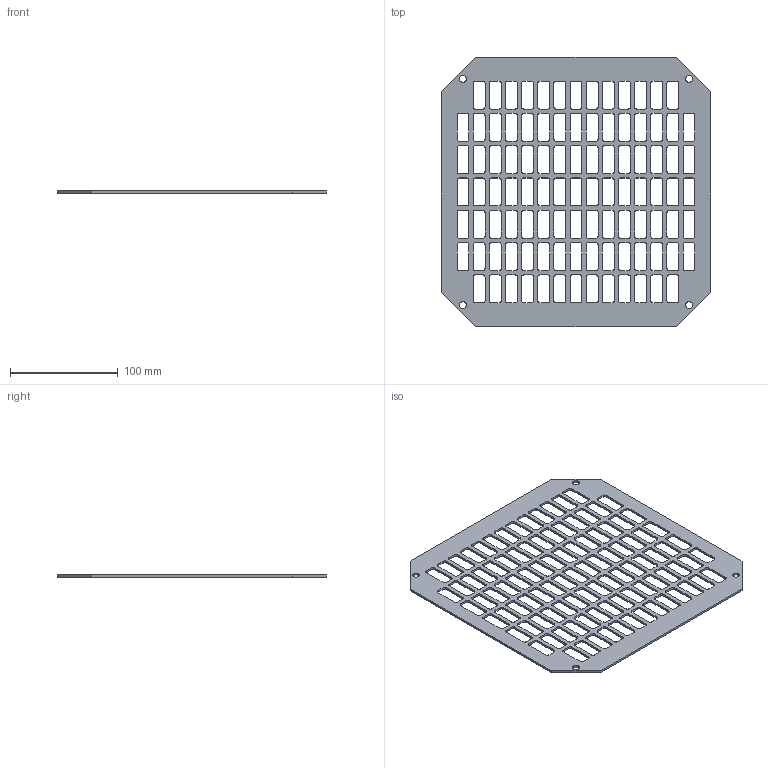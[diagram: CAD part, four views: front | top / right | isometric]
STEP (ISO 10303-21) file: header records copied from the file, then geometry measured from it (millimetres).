
FILE_DESCRIPTION (( 'STEP AP203' ), '1' );
FILE_NAME ('MPP 3030.STEP', '2021-12-08T11:15:18', ( '' ), ( '' ), 'SwSTEP 2.0', 'SolidWorks 2020', '' );
FILE_SCHEMA (( 'CONFIG_CONTROL_DESIGN' ));
Length unit declared in the file: millimetre
Products named in the file (1): MPP 3030
Bounding box: 250 x 250 x 2 mm (x, y, z)
Volume: 63560.1 mm3; surface area: 79827.9 mm2
Topology: 1 solids, 1 shells, 826 faces, 2472 edges, 1648 vertices
Faces by surface type: plane 414, cylinder 412
Entity records: 28537 total; most frequent: DIRECTION 4950, CARTESIAN_POINT 4947, ORIENTED_EDGE 4944, EDGE_CURVE 2472, AXIS2_PLACEMENT_3D 1651, VECTOR 1648, VERTEX_POINT 1648, LINE 1648
